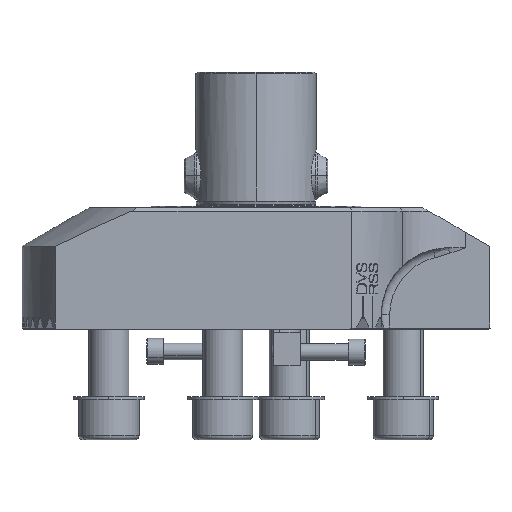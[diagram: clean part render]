
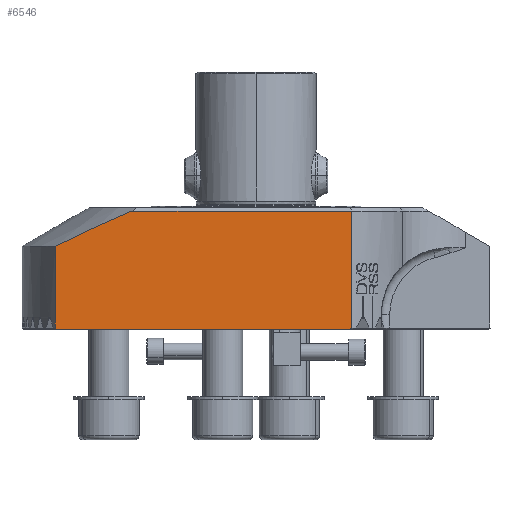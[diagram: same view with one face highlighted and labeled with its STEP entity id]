
A CAD part, front view. The second image highlights one B-rep face of the part: STEP entity #6546.
In plain terms, the highlighted planar face has unit normal (0, -1, 0).
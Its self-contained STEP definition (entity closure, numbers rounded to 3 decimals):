
#4848=EDGE_CURVE('NONE',#6290,#6198,#13604,.T.);
#5456=EDGE_CURVE('NONE',#6358,#5594,#14277,.F.);
#5594=VERTEX_POINT('NONE',#14431);
#5674=VERTEX_POINT('NONE',#14519);
#6198=VERTEX_POINT('NONE',#15108);
#6290=VERTEX_POINT('NONE',#15210);
#6358=VERTEX_POINT('NONE',#15284);
#6546=ADVANCED_FACE('NONE',(#15490),#15491,.F.);
#7756=EDGE_CURVE('NONE',#11378,#6358,#16827,.F.);
#9896=EDGE_CURVE('NONE',#6198,#5594,#19192,.T.);
#10116=EDGE_CURVE('NONE',#10574,#5674,#19430,.T.);
#10438=EDGE_CURVE('NONE',#5674,#6290,#19781,.T.);
#10536=EDGE_CURVE('NONE',#11378,#10574,#19888,.T.);
#10574=VERTEX_POINT('NONE',#19928);
#11378=VERTEX_POINT('NONE',#20837);
#13604=LINE('',#24250,#24251);
#14277=(B_SPLINE_CURVE(2,(#25966,#25967,#25968),.UNSPECIFIED.,.F.,.F.)B_SPLINE_CURVE_WITH_KNOTS((3,3),(4.017,29.064),.UNSPECIFIED.)RATIONAL_B_SPLINE_CURVE((1.006,1.023,1.004))BOUNDED_CURVE()REPRESENTATION_ITEM('')GEOMETRIC_REPRESENTATION_ITEM()CURVE());
#14431=CARTESIAN_POINT('',(-37.151,-36.0,-1.5));
#14519=CARTESIAN_POINT('',(27.825,-36.0,-37.0));
#15108=CARTESIAN_POINT('',(28.636,-36.0,-1.5));
#15210=CARTESIAN_POINT('',(28.636,-36.0,-36.5));
#15284=CARTESIAN_POINT('',(-60.033,-36.0,-12.047));
#15490=FACE_OUTER_BOUND('',#28968,.T.);
#15491=PLANE('',#28969);
#16827=LINE('',#32708,#32709);
#19192=LINE('',#40664,#40665);
#19430=LINE('',#41207,#41208);
#19781=(B_SPLINE_CURVE(2,(#41854,#41855,#41856),.UNSPECIFIED.,.F.,.F.)B_SPLINE_CURVE_WITH_KNOTS((3,3),(2.534,3.485),.UNSPECIFIED.)RATIONAL_B_SPLINE_CURVE((1.001,1.001,1.001))BOUNDED_CURVE()REPRESENTATION_ITEM('')GEOMETRIC_REPRESENTATION_ITEM()CURVE());
#19888=(B_SPLINE_CURVE(2,(#42097,#42098,#42099),.UNSPECIFIED.,.F.,.F.)B_SPLINE_CURVE_WITH_KNOTS((3,3),(1.909,2.678),.UNSPECIFIED.)RATIONAL_B_SPLINE_CURVE((1.,1.,1.))BOUNDED_CURVE()REPRESENTATION_ITEM('')GEOMETRIC_REPRESENTATION_ITEM()CURVE());
#19928=CARTESIAN_POINT('',(-59.45,-36.0,-37.0));
#20837=CARTESIAN_POINT('',(-60.033,-36.0,-36.5));
#24250=CARTESIAN_POINT('',(28.636,-36.0,-37.3));
#24251=VECTOR('',#50573,1.0);
#25966=CARTESIAN_POINT('',(-37.151,-36.0,-1.5));
#25967=CARTESIAN_POINT('',(-46.875,-36.0,-5.532));
#25968=CARTESIAN_POINT('',(-60.033,-36.0,-12.047));
#28968=EDGE_LOOP('',(#52627,#52628,#52629,#52630,#52631,#52632,#52633));
#28969=AXIS2_PLACEMENT_3D('',#52634,#52635,#52636);
#32708=CARTESIAN_POINT('',(-60.033,-36.0,-28.164));
#32709=VECTOR('',#53985,1.0);
#40664=CARTESIAN_POINT('',(-30.017,-36.0,-1.5));
#40665=VECTOR('',#56530,1.0);
#41207=CARTESIAN_POINT('',(-65.017,-36.0,-37.0));
#41208=VECTOR('',#56749,1.0);
#41854=CARTESIAN_POINT('',(27.825,-36.0,-37.0));
#41855=CARTESIAN_POINT('',(28.228,-36.0,-36.754));
#41856=CARTESIAN_POINT('',(28.636,-36.0,-36.5));
#42097=CARTESIAN_POINT('',(-60.033,-36.0,-36.5));
#42098=CARTESIAN_POINT('',(-59.74,-36.0,-36.751));
#42099=CARTESIAN_POINT('',(-59.45,-36.0,-37.));
#50573=DIRECTION('',(0.0,0.0,1.0));
#52627=ORIENTED_EDGE('',*,*,#10536,.T.);
#52628=ORIENTED_EDGE('',*,*,#10116,.T.);
#52629=ORIENTED_EDGE('',*,*,#10438,.T.);
#52630=ORIENTED_EDGE('',*,*,#4848,.T.);
#52631=ORIENTED_EDGE('',*,*,#9896,.T.);
#52632=ORIENTED_EDGE('',*,*,#5456,.F.);
#52633=ORIENTED_EDGE('',*,*,#7756,.F.);
#52634=CARTESIAN_POINT('',(-60.033,-36.0,-37.3));
#52635=DIRECTION('',(-0.0,1.0,0.0));
#52636=DIRECTION('',(1.0,0.0,0.0));
#53985=DIRECTION('',(0.0,0.,-1.0));
#56530=DIRECTION('',(-1.0,0.0,0.0));
#56749=DIRECTION('',(1.0,0.0,0.0));
